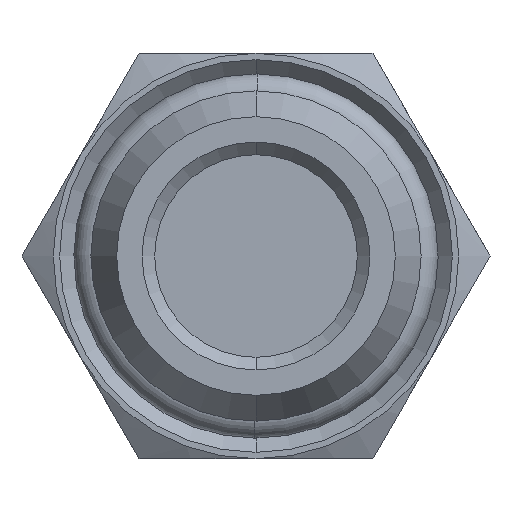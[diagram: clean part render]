
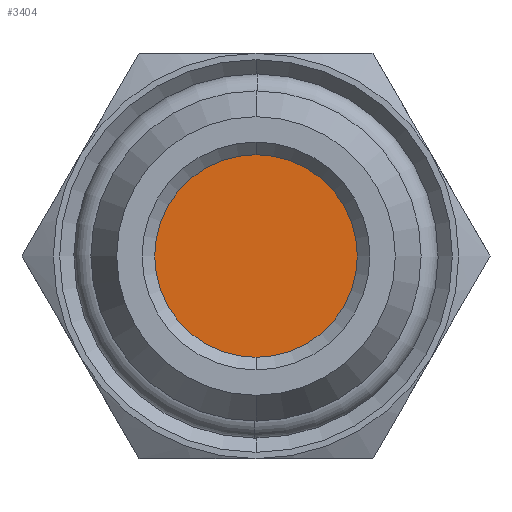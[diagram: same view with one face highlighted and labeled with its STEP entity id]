
A CAD part, front view. The second image highlights one B-rep face of the part: STEP entity #3404.
In plain terms, the highlighted planar face has unit normal (0, -1, 0).
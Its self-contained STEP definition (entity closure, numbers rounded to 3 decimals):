
#1480 = AXIS2_PLACEMENT_3D ( 'NONE', #1921, #1922, #1923 ) ;
#1528 = AXIS2_PLACEMENT_3D ( 'NONE', #17232, #17233, #17234 ) ;
#1682 = FACE_OUTER_BOUND ( 'NONE', #16304, .T. ) ;
#1735 = PLANE ( 'NONE',  #7614 ) ;
#1743 = CARTESIAN_POINT ( 'NONE',  ( 0., 1.283, 0. ) ) ;
#1744 = DIRECTION ( 'NONE',  ( 0., -1., 0. ) ) ;
#1745 = DIRECTION ( 'NONE',  ( 0., 0., -1. ) ) ;
#1921 = CARTESIAN_POINT ( 'NONE',  ( 0., 1.283, 0. ) ) ;
#1922 = DIRECTION ( 'NONE',  ( 0., 1., 0. ) ) ;
#1923 = DIRECTION ( 'NONE',  ( 0., 0., -1. ) ) ;
#2859 = CIRCLE ( 'NONE', #1480, 4. ) ;
#2979 = CIRCLE ( 'NONE', #1528, 4. ) ;
#3404 = ADVANCED_FACE ( 'NONE', ( #1682 ), #1735, .T. ) ;
#3854 = ORIENTED_EDGE ( 'NONE', *, *, #9001, .F. ) ;
#3855 = ORIENTED_EDGE ( 'NONE', *, *, #7714, .F. ) ;
#7614 = AXIS2_PLACEMENT_3D ( 'NONE', #1743, #1744, #1745 ) ;
#7714 = EDGE_CURVE ( 'NONE', #14299, #14296, #2859, .T. ) ;
#9001 = EDGE_CURVE ( 'NONE', #14296, #14299, #2979, .T. ) ;
#14296 = VERTEX_POINT ( 'NONE', #18731 ) ;
#14299 = VERTEX_POINT ( 'NONE', #18734 ) ;
#16304 = EDGE_LOOP ( 'NONE', ( #3854, #3855 ) ) ;
#17232 = CARTESIAN_POINT ( 'NONE',  ( 0., 1.283, 0. ) ) ;
#17233 = DIRECTION ( 'NONE',  ( 0., 1., 0. ) ) ;
#17234 = DIRECTION ( 'NONE',  ( 0., 0., -1. ) ) ;
#18731 = CARTESIAN_POINT ( 'NONE',  ( 0., 1.283, -4. ) ) ;
#18734 = CARTESIAN_POINT ( 'NONE',  ( 0., 1.283, 4. ) ) ;
